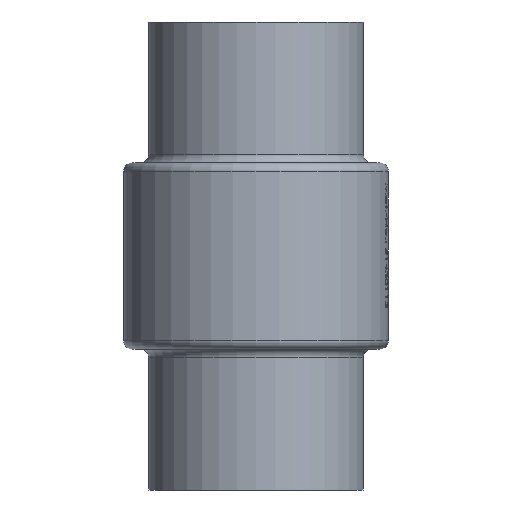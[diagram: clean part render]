
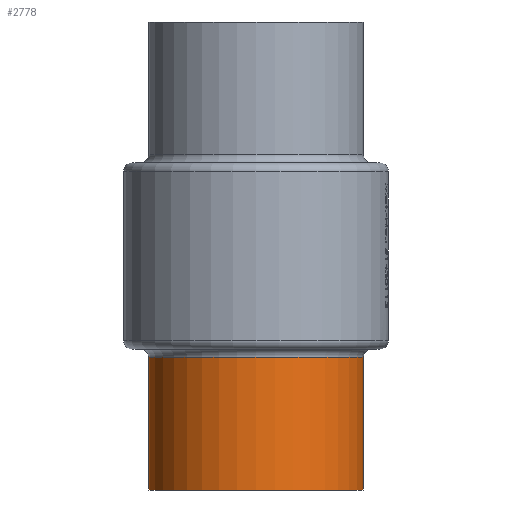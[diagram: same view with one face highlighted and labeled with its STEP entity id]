
A CAD part, front view. The second image highlights one B-rep face of the part: STEP entity #2778.
In plain terms, the highlighted cylindrical face has radius 38.05 mm (diameter 76.1 mm), a partial arc.
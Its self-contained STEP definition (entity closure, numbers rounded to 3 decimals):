
#496 = DIRECTION ( 'NONE',  ( 1., 0., 0. ) ) ;
#645 = EDGE_CURVE ( 'NONE', #14342, #14826, #3787, .T. ) ;
#1125 = DIRECTION ( 'NONE',  ( 0., 0., 1. ) ) ;
#1468 = DIRECTION ( 'NONE',  ( 0., 0., -1. ) ) ;
#2086 = ORIENTED_EDGE ( 'NONE', *, *, #23859, .T. ) ;
#2778 = ADVANCED_FACE ( 'NONE', ( #4315 ), #17200, .T. ) ;
#3494 = DIRECTION ( 'NONE',  ( 0., 0., -1. ) ) ;
#3787 = LINE ( 'NONE', #8026, #20671 ) ;
#4315 = FACE_OUTER_BOUND ( 'NONE', #8649, .T. ) ;
#5216 = DIRECTION ( 'NONE',  ( 1., 0., 0. ) ) ;
#7906 = LINE ( 'NONE', #19874, #22348 ) ;
#8026 = CARTESIAN_POINT ( 'NONE',  ( 38.05, 0., -166. ) ) ;
#8649 = EDGE_LOOP ( 'NONE', ( #17367, #2086, #18801, #22325 ) ) ;
#9474 = DIRECTION ( 'NONE',  ( 0., 0., -1. ) ) ;
#10004 = EDGE_CURVE ( 'NONE', #16190, #14826, #13402, .T. ) ;
#10073 = DIRECTION ( 'NONE',  ( 1., 0., 0. ) ) ;
#13402 = CIRCLE ( 'NONE', #19924, 38.05 ) ;
#14342 = VERTEX_POINT ( 'NONE', #23936 ) ;
#14826 = VERTEX_POINT ( 'NONE', #25397 ) ;
#16190 = VERTEX_POINT ( 'NONE', #19447 ) ;
#16228 = CARTESIAN_POINT ( 'NONE',  ( -38.05, 0., -119. ) ) ;
#17200 = CYLINDRICAL_SURFACE ( 'NONE', #20366, 38.05 ) ;
#17367 = ORIENTED_EDGE ( 'NONE', *, *, #21444, .T. ) ;
#17493 = CIRCLE ( 'NONE', #24435, 38.05 ) ;
#18801 = ORIENTED_EDGE ( 'NONE', *, *, #10004, .T. ) ;
#19447 = CARTESIAN_POINT ( 'NONE',  ( -38.05, 0., -166. ) ) ;
#19874 = CARTESIAN_POINT ( 'NONE',  ( -38.05, 0., -166. ) ) ;
#19924 = AXIS2_PLACEMENT_3D ( 'NONE', #21782, #1125, #5216 ) ;
#20117 = VERTEX_POINT ( 'NONE', #16228 ) ;
#20366 = AXIS2_PLACEMENT_3D ( 'NONE', #21030, #25245, #496 ) ;
#20671 = VECTOR ( 'NONE', #1468, 1000. ) ;
#21030 = CARTESIAN_POINT ( 'NONE',  ( 0., 0., -166. ) ) ;
#21444 = EDGE_CURVE ( 'NONE', #14342, #20117, #17493, .T. ) ;
#21782 = CARTESIAN_POINT ( 'NONE',  ( 0., 0., -166. ) ) ;
#22325 = ORIENTED_EDGE ( 'NONE', *, *, #645, .F. ) ;
#22348 = VECTOR ( 'NONE', #9474, 1000. ) ;
#22510 = CARTESIAN_POINT ( 'NONE',  ( 0., 0., -119. ) ) ;
#23859 = EDGE_CURVE ( 'NONE', #20117, #16190, #7906, .T. ) ;
#23936 = CARTESIAN_POINT ( 'NONE',  ( 38.05, 0., -119. ) ) ;
#24435 = AXIS2_PLACEMENT_3D ( 'NONE', #22510, #3494, #10073 ) ;
#25245 = DIRECTION ( 'NONE',  ( 0., 0., -1. ) ) ;
#25397 = CARTESIAN_POINT ( 'NONE',  ( 38.05, 0., -166. ) ) ;
